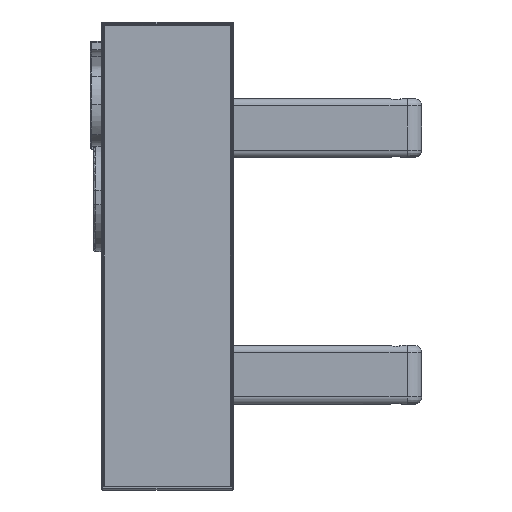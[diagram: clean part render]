
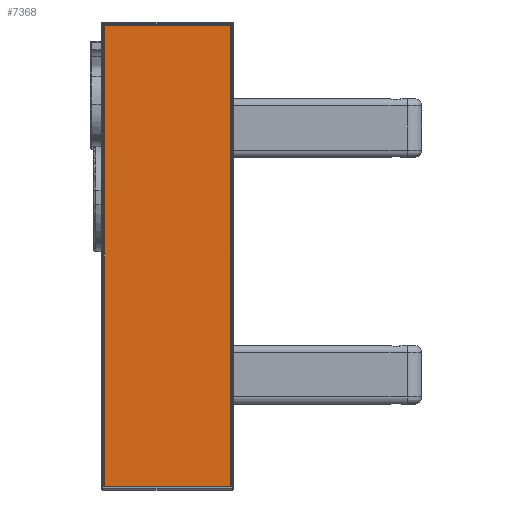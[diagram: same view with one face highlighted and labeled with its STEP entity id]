
A CAD part, left-side view. The second image highlights one B-rep face of the part: STEP entity #7368.
In plain terms, the highlighted planar face has unit normal (-1, 0, 0).
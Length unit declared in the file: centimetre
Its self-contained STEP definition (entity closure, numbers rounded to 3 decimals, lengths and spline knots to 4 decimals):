
#376=PLANE('',#7881);
#1126=LINE('',#17389,#1661);
#1129=LINE('',#17394,#1664);
#1131=LINE('',#17398,#1666);
#1209=LINE('',#18020,#1744);
#1661=VECTOR('',#9236,1.);
#1664=VECTOR('',#9241,1.);
#1666=VECTOR('',#9245,1.);
#1744=VECTOR('',#9437,1.);
#2295=FACE_OUTER_BOUND('',#2775,.T.);
#2775=EDGE_LOOP('',(#6896,#6897,#6898,#6899));
#3644=VERTEX_POINT('',#17386);
#3645=VERTEX_POINT('',#17388);
#3646=VERTEX_POINT('',#17392);
#3647=VERTEX_POINT('',#17396);
#4647=EDGE_CURVE('',#3644,#3645,#1126,.T.);
#4650=EDGE_CURVE('',#3646,#3644,#1129,.T.);
#4652=EDGE_CURVE('',#3647,#3646,#1131,.T.);
#4751=EDGE_CURVE('',#3645,#3647,#1209,.T.);
#6896=ORIENTED_EDGE('',*,*,#4751,.F.);
#6897=ORIENTED_EDGE('',*,*,#4647,.F.);
#6898=ORIENTED_EDGE('',*,*,#4650,.F.);
#6899=ORIENTED_EDGE('',*,*,#4652,.F.);
#7368=ADVANCED_FACE('',(#2295),#376,.F.);
#7881=AXIS2_PLACEMENT_3D('',#18021,#9438,#9439);
#9236=DIRECTION('',(0.,0.,-1.));
#9241=DIRECTION('',(0.,-1.,0.));
#9245=DIRECTION('',(0.,0.,1.));
#9437=DIRECTION('',(0.,1.,0.));
#9438=DIRECTION('center_axis',(1.,0.,0.));
#9439=DIRECTION('ref_axis',(0.,0.,-1.));
#17386=CARTESIAN_POINT('',(6.76,2.41,0.21));
#17388=CARTESIAN_POINT('',(6.76,2.41,-6.04));
#17389=CARTESIAN_POINT('',(6.76,2.41,-6.04));
#17392=CARTESIAN_POINT('',(6.76,4.11,0.21));
#17394=CARTESIAN_POINT('',(6.76,2.41,0.21));
#17396=CARTESIAN_POINT('',(6.76,4.11,-6.04));
#17398=CARTESIAN_POINT('',(6.76,4.11,0.21));
#18020=CARTESIAN_POINT('',(6.76,4.11,-6.04));
#18021=CARTESIAN_POINT('Origin',(6.76,3.26,-2.915));
